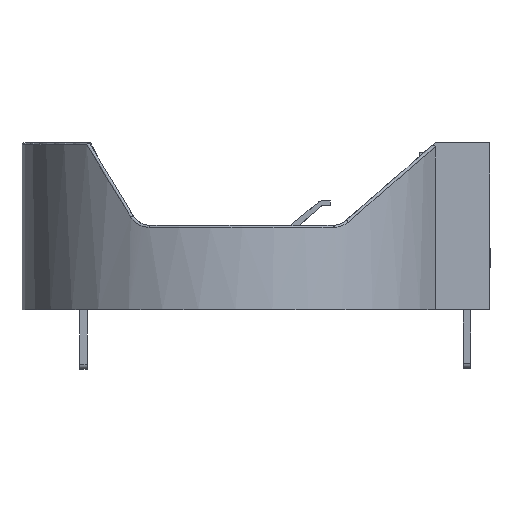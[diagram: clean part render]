
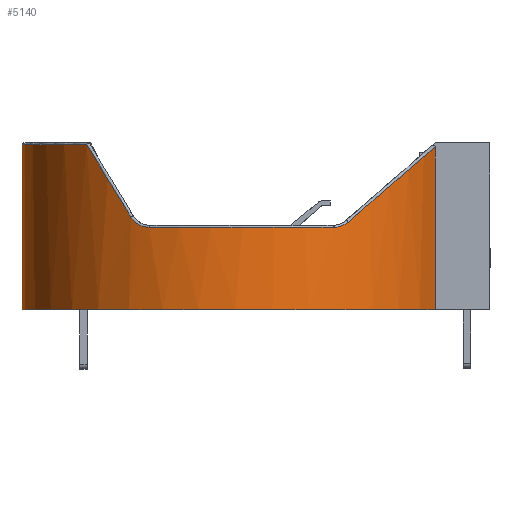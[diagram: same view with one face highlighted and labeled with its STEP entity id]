
A CAD part, front view. The second image highlights one B-rep face of the part: STEP entity #5140.
In plain terms, the highlighted cylindrical face has radius 11.1 mm (diameter 22.2 mm), a partial arc.
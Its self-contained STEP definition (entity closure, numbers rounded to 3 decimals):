
#74 = CARTESIAN_POINT ( 'NONE',  ( 10.447, -3.75, 0.05 ) ) ;
#220 = CARTESIAN_POINT ( 'NONE',  ( -4.476, -10.157, 4.35 ) ) ;
#871 = VERTEX_POINT ( 'NONE', #5607 ) ;
#1107 = CARTESIAN_POINT ( 'NONE',  ( -4.476, -10.157, 4.35 ) ) ;
#1424 = CARTESIAN_POINT ( 'NONE',  ( -5.426, -9.683, 4.881 ) ) ;
#1427 = DIRECTION ( 'NONE',  ( 0., 0., -1. ) ) ;
#1740 = DIRECTION ( 'NONE',  ( 1., 0., 0. ) ) ;
#1855 = CARTESIAN_POINT ( 'NONE',  ( 5.684, -9.535, 4.465 ) ) ;
#2445 = B_SPLINE_CURVE_WITH_KNOTS ( 'NONE', 3,
 ( #220, #18478, #13794, #6433, #4798, #18268, #4394, #13894 ),
 .UNSPECIFIED., .F., .F.,
 ( 4, 2, 2, 4 ),
 ( 0., 0., 0.001, 0.001 ),
 .UNSPECIFIED. ) ;
#2545 = CARTESIAN_POINT ( 'NONE',  ( 8.027, -8.067, 6.451 ) ) ;
#2701 = DIRECTION ( 'NONE',  ( -1., 0., 0. ) ) ;
#2734 = EDGE_LOOP ( 'NONE', ( #8628, #5254, #6605, #10366, #7653, #17064, #14542, #4689, #9746 ) ) ;
#3498 = CARTESIAN_POINT ( 'NONE',  ( 0., 0., 4.35 ) ) ;
#4098 = CARTESIAN_POINT ( 'NONE',  ( 10.447, -3.75, 8.536 ) ) ;
#4139 = CARTESIAN_POINT ( 'NONE',  ( 10.447, -3.75, 8.75 ) ) ;
#4394 = CARTESIAN_POINT ( 'NONE',  ( -5.322, -9.741, 4.711 ) ) ;
#4438 = DIRECTION ( 'NONE',  ( 0., 0., -1. ) ) ;
#4689 = ORIENTED_EDGE ( 'NONE', *, *, #15045, .T. ) ;
#4798 = CARTESIAN_POINT ( 'NONE',  ( -4.932, -9.944, 4.443 ) ) ;
#4857 = CIRCLE ( 'NONE', #17467, 11.1 ) ;
#5140 = ADVANCED_FACE ( 'NONE', ( #11748 ), #13356, .T. ) ;
#5229 =( BOUNDED_CURVE ( )  B_SPLINE_CURVE ( 3, ( #1424, #18471, #8580, #13694 ),
 .UNSPECIFIED., .F., .F. ) 
 B_SPLINE_CURVE_WITH_KNOTS ( ( 4, 4 ),
 ( 2.082, 2.341 ),
 .UNSPECIFIED. ) 
 CURVE ( )  GEOMETRIC_REPRESENTATION_ITEM ( )  RATIONAL_B_SPLINE_CURVE ( ( 1., 0.994, 0.994, 1. ) ) 
 REPRESENTATION_ITEM ( '' )  );
#5254 = ORIENTED_EDGE ( 'NONE', *, *, #19053, .T. ) ;
#5607 = CARTESIAN_POINT ( 'NONE',  ( -11.1, 0., 0.05 ) ) ;
#5995 =( BOUNDED_CURVE ( )  B_SPLINE_CURVE ( 3, ( #4098, #13064, #2545, #13595 ),
 .UNSPECIFIED., .F., .F. ) 
 B_SPLINE_CURVE_WITH_KNOTS ( ( 4, 4 ),
 ( 3.486, 4.152 ),
 .UNSPECIFIED. ) 
 CURVE ( )  GEOMETRIC_REPRESENTATION_ITEM ( )  RATIONAL_B_SPLINE_CURVE ( ( 1., 0.963, 0.963, 1. ) ) 
 REPRESENTATION_ITEM ( '' )  );
#6433 = CARTESIAN_POINT ( 'NONE',  ( -4.844, -9.988, 4.408 ) ) ;
#6501 = VECTOR ( 'NONE', #10580, 1000. ) ;
#6597 = VECTOR ( 'NONE', #4438, 1000. ) ;
#6605 = ORIENTED_EDGE ( 'NONE', *, *, #15273, .T. ) ;
#7365 = VERTEX_POINT ( 'NONE', #13202 ) ;
#7478 = CARTESIAN_POINT ( 'NONE',  ( 0., 0., 8.75 ) ) ;
#7651 = EDGE_CURVE ( 'NONE', #18828, #8829, #18019, .T. ) ;
#7653 = ORIENTED_EDGE ( 'NONE', *, *, #19094, .T. ) ;
#8389 = CARTESIAN_POINT ( 'NONE',  ( -11.1, 0., 8.75 ) ) ;
#8580 = CARTESIAN_POINT ( 'NONE',  ( -7.036, -8.639, 7.519 ) ) ;
#8628 = ORIENTED_EDGE ( 'NONE', *, *, #12627, .T. ) ;
#8742 = LINE ( 'NONE', #8389, #6501 ) ;
#8829 = VERTEX_POINT ( 'NONE', #74 ) ;
#9696 = DIRECTION ( 'NONE',  ( 0., 0., -1. ) ) ;
#9746 = ORIENTED_EDGE ( 'NONE', *, *, #13918, .T. ) ;
#9779 = VERTEX_POINT ( 'NONE', #12565 ) ;
#10296 = CARTESIAN_POINT ( 'NONE',  ( -11.1, 0., 8.65 ) ) ;
#10366 = ORIENTED_EDGE ( 'NONE', *, *, #7651, .F. ) ;
#10580 = DIRECTION ( 'NONE',  ( 0., 0., -1. ) ) ;
#10993 = CARTESIAN_POINT ( 'NONE',  ( 5.436, -9.679, 4.373 ) ) ;
#11052 = CIRCLE ( 'NONE', #13000, 11.1 ) ;
#11100 = B_SPLINE_CURVE_WITH_KNOTS ( 'NONE', 3,
 ( #18706, #15932, #1855, #10993, #15616, #11105 ),
 .UNSPECIFIED., .F., .F.,
 ( 4, 2, 4 ),
 ( 0., 0., 0.001 ),
 .UNSPECIFIED. ) ;
#11105 = CARTESIAN_POINT ( 'NONE',  ( 5.173, -9.821, 4.35 ) ) ;
#11748 = FACE_OUTER_BOUND ( 'NONE', #2734, .T. ) ;
#12070 = VERTEX_POINT ( 'NONE', #1107 ) ;
#12095 = VERTEX_POINT ( 'NONE', #15146 ) ;
#12370 = VERTEX_POINT ( 'NONE', #13165 ) ;
#12565 = CARTESIAN_POINT ( 'NONE',  ( -5.426, -9.683, 4.881 ) ) ;
#12627 = EDGE_CURVE ( 'NONE', #12370, #17297, #4857, .T. ) ;
#13000 = AXIS2_PLACEMENT_3D ( 'NONE', #3498, #9696, #15834 ) ;
#13064 = CARTESIAN_POINT ( 'NONE',  ( 9.6, -6.112, 7.805 ) ) ;
#13165 = CARTESIAN_POINT ( 'NONE',  ( -7.726, -7.97, 8.65 ) ) ;
#13202 = CARTESIAN_POINT ( 'NONE',  ( 5.901, -9.402, 4.62 ) ) ;
#13356 = CYLINDRICAL_SURFACE ( 'NONE', #19471, 11.1 ) ;
#13595 = CARTESIAN_POINT ( 'NONE',  ( 5.901, -9.402, 4.62 ) ) ;
#13694 = CARTESIAN_POINT ( 'NONE',  ( -7.726, -7.97, 8.65 ) ) ;
#13794 = CARTESIAN_POINT ( 'NONE',  ( -4.664, -10.073, 4.362 ) ) ;
#13894 = CARTESIAN_POINT ( 'NONE',  ( -5.426, -9.683, 4.881 ) ) ;
#13918 = EDGE_CURVE ( 'NONE', #9779, #12370, #5229, .T. ) ;
#14542 = ORIENTED_EDGE ( 'NONE', *, *, #19712, .T. ) ;
#14912 = CIRCLE ( 'NONE', #17870, 11.1 ) ;
#15045 = EDGE_CURVE ( 'NONE', #12070, #9779, #2445, .T. ) ;
#15146 = CARTESIAN_POINT ( 'NONE',  ( 5.173, -9.821, 4.35 ) ) ;
#15273 = EDGE_CURVE ( 'NONE', #871, #8829, #14912, .T. ) ;
#15339 = DIRECTION ( 'NONE',  ( 0., 0., 1. ) ) ;
#15616 = CARTESIAN_POINT ( 'NONE',  ( 5.306, -9.751, 4.35 ) ) ;
#15834 = DIRECTION ( 'NONE',  ( -1., 0., 0. ) ) ;
#15932 = CARTESIAN_POINT ( 'NONE',  ( 5.798, -9.466, 4.531 ) ) ;
#16891 = CARTESIAN_POINT ( 'NONE',  ( 0., 0., 0.05 ) ) ;
#16941 = CARTESIAN_POINT ( 'NONE',  ( 0., 0., 8.65 ) ) ;
#17064 = ORIENTED_EDGE ( 'NONE', *, *, #17548, .T. ) ;
#17297 = VERTEX_POINT ( 'NONE', #10296 ) ;
#17467 = AXIS2_PLACEMENT_3D ( 'NONE', #16941, #1427, #1740 ) ;
#17548 = EDGE_CURVE ( 'NONE', #7365, #12095, #11100, .T. ) ;
#17870 = AXIS2_PLACEMENT_3D ( 'NONE', #16891, #15339, #19986 ) ;
#18019 = LINE ( 'NONE', #4139, #6597 ) ;
#18268 = CARTESIAN_POINT ( 'NONE',  ( -5.178, -9.82, 4.578 ) ) ;
#18316 = CARTESIAN_POINT ( 'NONE',  ( 10.447, -3.75, 8.536 ) ) ;
#18471 = CARTESIAN_POINT ( 'NONE',  ( -6.265, -9.213, 6.255 ) ) ;
#18478 = CARTESIAN_POINT ( 'NONE',  ( -4.571, -10.116, 4.35 ) ) ;
#18706 = CARTESIAN_POINT ( 'NONE',  ( 5.901, -9.402, 4.62 ) ) ;
#18828 = VERTEX_POINT ( 'NONE', #18316 ) ;
#19053 = EDGE_CURVE ( 'NONE', #17297, #871, #8742, .T. ) ;
#19094 = EDGE_CURVE ( 'NONE', #18828, #7365, #5995, .T. ) ;
#19471 = AXIS2_PLACEMENT_3D ( 'NONE', #7478, #19873, #2701 ) ;
#19712 = EDGE_CURVE ( 'NONE', #12095, #12070, #11052, .T. ) ;
#19873 = DIRECTION ( 'NONE',  ( 0., 0., -1. ) ) ;
#19986 = DIRECTION ( 'NONE',  ( 1., 0., 0. ) ) ;
